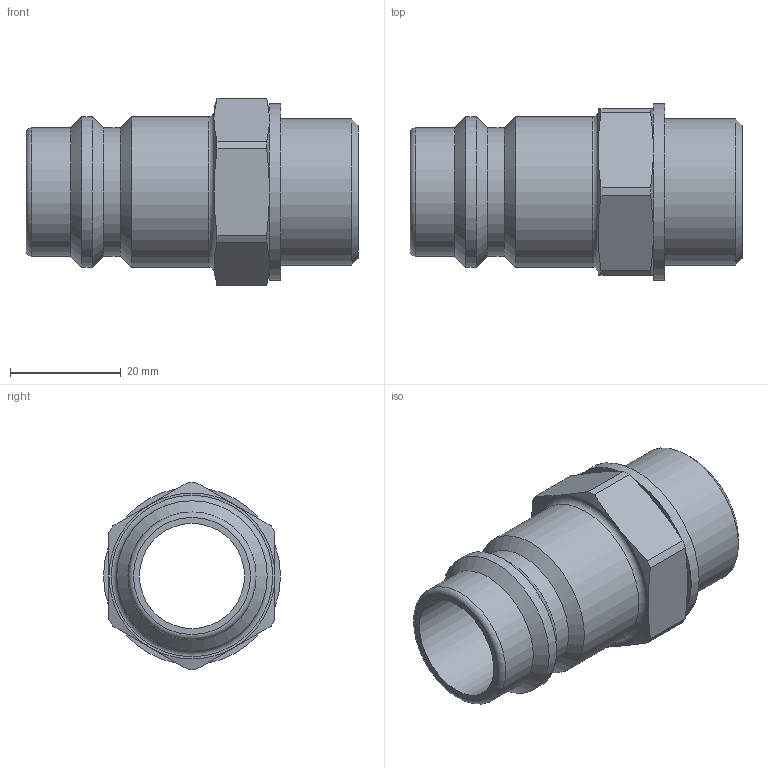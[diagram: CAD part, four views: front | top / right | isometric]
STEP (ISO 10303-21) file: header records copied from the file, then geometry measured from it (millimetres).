
FILE_DESCRIPTION((''),'2;1');
FILE_NAME('39sfaw26mxx.stp','2013-04-26T07:39:53',('IA176480'),(''),'Autodesk Inventor 2011','Autodesk Inventor 2011','');
FILE_SCHEMA(('AUTOMOTIVE_DESIGN { 1 0 10303 214 1 1 1 1 }'));
Length unit declared in the file: millimetre
Products named in the file (3): D106485; D106477; D103699
Assembly tree (2 placements, depth 2):
  D106485
    D106477
    D103699
Bounding box: 60 x 32 x 33.85 mm (x, y, z)
Volume: 17433.5 mm3; surface area: 10398.3 mm2
Topology: 2 solids, 2 shells, 49 faces, 108 edges, 65 vertices
Faces by surface type: cone 16, cylinder 16, plane 15, torus 2
Full cylindrical faces by diameter (mm): 19 x1, 23.15 x2, 26.4 x1, 27.2 x2, 32 x1
Entity records: 1349 total; most frequent: CARTESIAN_POINT 262, DIRECTION 226, ORIENTED_EDGE 190, AXIS2_PLACEMENT_3D 101, EDGE_CURVE 95, EDGE_LOOP 68, VERTEX_POINT 65, FACE_OUTER_BOUND 49
